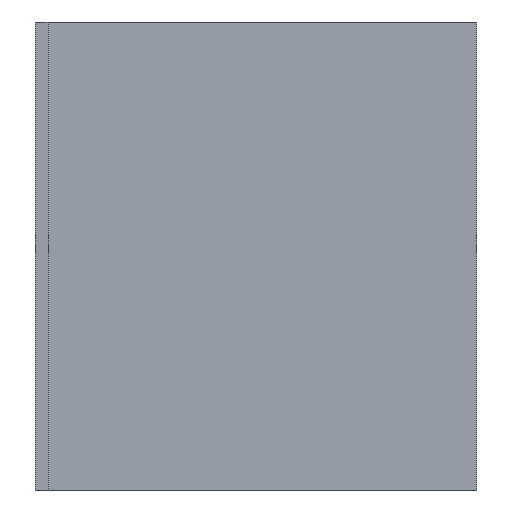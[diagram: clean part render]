
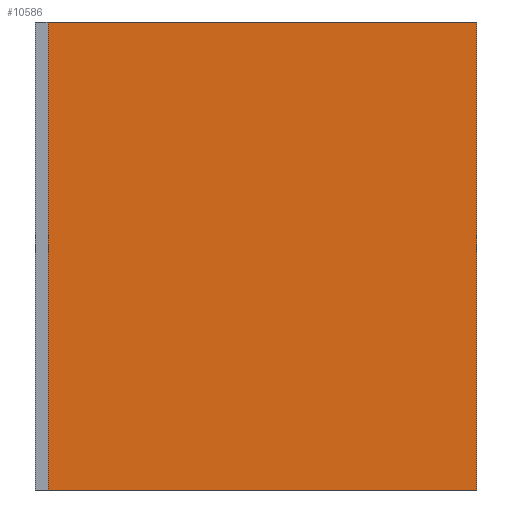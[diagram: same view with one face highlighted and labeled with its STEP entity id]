
A CAD part, front view. The second image highlights one B-rep face of the part: STEP entity #10586.
In plain terms, the highlighted planar face has unit normal (0, -1, 0).
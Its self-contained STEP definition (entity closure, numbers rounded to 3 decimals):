
#7853=CARTESIAN_POINT('',(16.05,0.0,-18.54));
#7854=VERTEX_POINT('',#7853);
#7861=CARTESIAN_POINT('',(-3.95,0.0,-18.54));
#7862=VERTEX_POINT('',#7861);
#7863=CARTESIAN_POINT('',(-3.95,0.0,-18.54));
#7864=DIRECTION('',(1.0,0.0,0.0));
#7865=VECTOR('',#7864,20.0);
#7866=LINE('',#7863,#7865);
#7867=EDGE_CURVE('',#7862,#7854,#7866,.T.);
#10413=CARTESIAN_POINT('',(-3.95,0.0,3.3));
#10414=VERTEX_POINT('',#10413);
#10430=CARTESIAN_POINT('',(-3.95,0.0,3.3));
#10431=DIRECTION('',(0.0,0.0,-1.0));
#10432=VECTOR('',#10431,21.84);
#10433=LINE('',#10430,#10432);
#10434=EDGE_CURVE('',#10414,#7862,#10433,.T.);
#10528=CARTESIAN_POINT('',(16.05,0.0,3.3));
#10529=VERTEX_POINT('',#10528);
#10536=CARTESIAN_POINT('',(16.05,0.0,-18.54));
#10537=DIRECTION('',(0.0,0.0,1.0));
#10538=VECTOR('',#10537,21.84);
#10539=LINE('',#10536,#10538);
#10540=EDGE_CURVE('',#7854,#10529,#10539,.T.);
#10570=CARTESIAN_POINT('',(16.05,0.0,0.0));
#10571=DIRECTION('',(0.0,-1.0,0.0));
#10572=DIRECTION('',(0.0,0.0,-1.0));
#10573=AXIS2_PLACEMENT_3D('',#10570,#10571,#10572);
#10574=PLANE('',#10573);
#10575=CARTESIAN_POINT('',(16.05,0.0,3.3));
#10576=DIRECTION('',(-1.0,0.0,0.0));
#10577=VECTOR('',#10576,20.0);
#10578=LINE('',#10575,#10577);
#10579=EDGE_CURVE('',#10529,#10414,#10578,.T.);
#10580=ORIENTED_EDGE('',*,*,#10579,.T.);
#10581=ORIENTED_EDGE('',*,*,#10434,.T.);
#10582=ORIENTED_EDGE('',*,*,#7867,.T.);
#10583=ORIENTED_EDGE('',*,*,#10540,.T.);
#10584=EDGE_LOOP('',(#10580,#10581,#10582,#10583));
#10585=FACE_OUTER_BOUND('',#10584,.T.);
#10586=ADVANCED_FACE('',(#10585),#10574,.T.);
